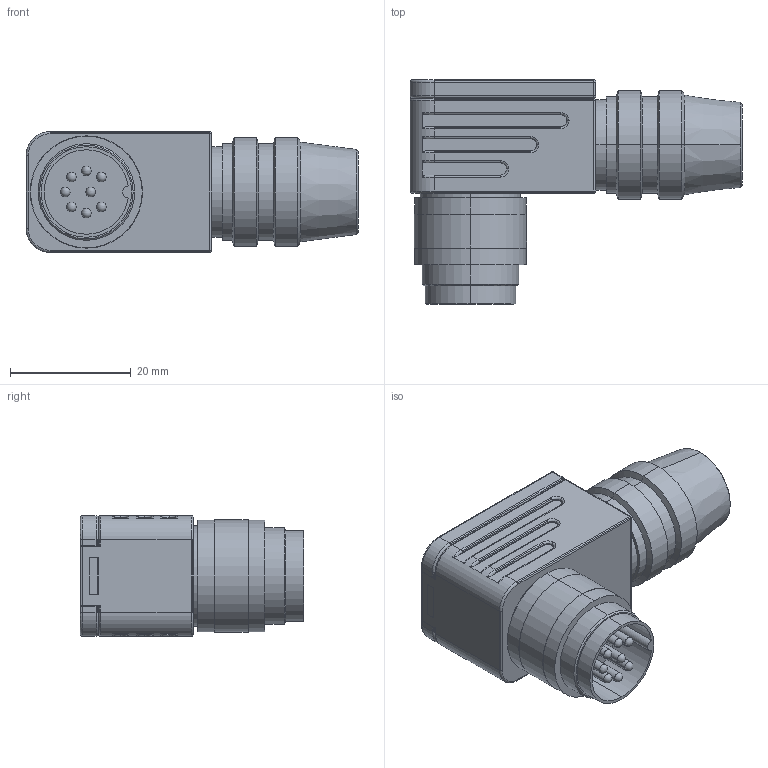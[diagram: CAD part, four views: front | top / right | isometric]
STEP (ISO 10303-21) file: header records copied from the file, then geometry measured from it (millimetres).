
FILE_DESCRIPTION((''),'2;1');
FILE_NAME('99-5671-75-08.stp','2005-04-22T10:05:40',('generator'),(''),'Autodesk Inventor 7','Autodesk Inventor 7','');
FILE_SCHEMA(('AUTOMOTIVE_DESIGN { 1 0 10303 214 1 1 1 1 }'));
Length unit declared in the file: millimetre
Products named in the file (1): 99-5671-75-08
Bounding box: 55 x 37.1 x 20 mm (x, y, z)
Volume: 19063.2 mm3; surface area: 6787.7 mm2
Topology: 1 solids, 1 shells, 260 faces, 674 edges, 410 vertices
Faces by surface type: cylinder 127, plane 59, torus 32, sphere 16, cone 14, bspline 12
Entity records: 8310 total; most frequent: CARTESIAN_POINT 1955, DIRECTION 1450, ORIENTED_EDGE 1268, EDGE_CURVE 634, AXIS2_PLACEMENT_3D 579, VERTEX_POINT 394, CIRCLE 330, VECTOR 292
